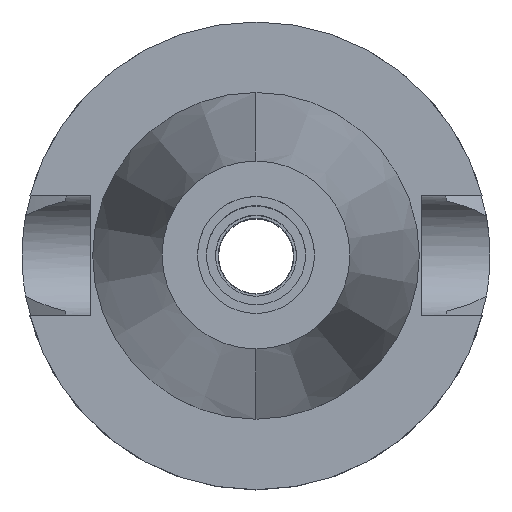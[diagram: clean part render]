
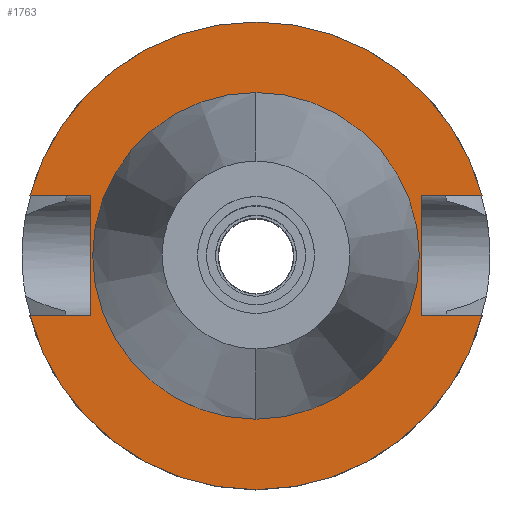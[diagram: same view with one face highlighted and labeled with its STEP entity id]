
A CAD part, top view. The second image highlights one B-rep face of the part: STEP entity #1763.
In plain terms, the highlighted planar face has unit normal (0, 0, 1).
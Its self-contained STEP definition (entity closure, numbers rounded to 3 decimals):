
#643=DIRECTION('',(1.,0.,0.));
#644=VECTOR('',#643,12.921);
#645=CARTESIAN_POINT('',(35.4,12.85,-3.));
#646=LINE('',#645,#644);
#690=DIRECTION('',(0.,1.,0.));
#691=VECTOR('',#690,25.7);
#692=CARTESIAN_POINT('',(-35.4,-12.85,-3.));
#693=LINE('',#692,#691);
#697=DIRECTION('',(-1.,0.,0.));
#698=VECTOR('',#697,12.921);
#699=CARTESIAN_POINT('',(-35.4,12.85,-3.));
#700=LINE('',#699,#698);
#704=CARTESIAN_POINT('',(0.,0.,-3.));
#705=DIRECTION('',(0.,0.,-1.));
#706=DIRECTION('',(-0.966,0.257,0.));
#707=AXIS2_PLACEMENT_3D('',#704,#705,#706);
#712=CARTESIAN_POINT('',(0.,0.,-3.));
#713=DIRECTION('',(0.,0.,-1.));
#714=DIRECTION('',(0.,1.,0.));
#715=AXIS2_PLACEMENT_3D('',#712,#713,#714);
#720=DIRECTION('',(0.,-1.,0.));
#721=VECTOR('',#720,25.7);
#722=CARTESIAN_POINT('',(35.4,12.85,-3.));
#723=LINE('',#722,#721);
#727=DIRECTION('',(1.,0.,0.));
#728=VECTOR('',#727,12.921);
#729=CARTESIAN_POINT('',(35.4,-12.85,-3.));
#730=LINE('',#729,#728);
#734=CARTESIAN_POINT('',(0.,0.,-3.));
#735=DIRECTION('',(0.,0.,-1.));
#736=DIRECTION('',(0.966,-0.257,0.));
#737=AXIS2_PLACEMENT_3D('',#734,#735,#736);
#742=CARTESIAN_POINT('',(0.,0.,-3.));
#743=DIRECTION('',(0.,0.,-1.));
#744=DIRECTION('',(0.,-1.,0.));
#745=AXIS2_PLACEMENT_3D('',#742,#743,#744);
#750=CARTESIAN_POINT('',(0.,0.,-3.));
#751=DIRECTION('',(0.,0.,1.));
#752=DIRECTION('',(0.,-1.,0.));
#753=AXIS2_PLACEMENT_3D('',#750,#751,#752);
#758=CARTESIAN_POINT('',(0.,0.,-3.));
#759=DIRECTION('',(0.,0.,1.));
#760=DIRECTION('',(0.,1.,0.));
#761=AXIS2_PLACEMENT_3D('',#758,#759,#760);
#796=DIRECTION('',(-1.,0.,0.));
#797=VECTOR('',#796,12.921);
#798=CARTESIAN_POINT('',(-35.4,-12.85,-3.));
#799=LINE('',#798,#797);
#1150=CARTESIAN_POINT('',(-35.4,-12.85,-3.));
#1151=VERTEX_POINT('',#1150);
#1152=CARTESIAN_POINT('',(-48.321,-12.85,-3.));
#1153=VERTEX_POINT('',#1152);
#1156=CARTESIAN_POINT('',(-35.4,12.85,-3.));
#1157=VERTEX_POINT('',#1156);
#1158=CARTESIAN_POINT('',(-48.321,12.85,-3.));
#1159=VERTEX_POINT('',#1158);
#1160=CARTESIAN_POINT('',(0.,50.,-3.));
#1161=CARTESIAN_POINT('',(48.321,12.85,-3.));
#1162=VERTEX_POINT('',#1160);
#1163=VERTEX_POINT('',#1161);
#1164=CARTESIAN_POINT('',(35.4,12.85,-3.));
#1165=VERTEX_POINT('',#1164);
#1166=CARTESIAN_POINT('',(35.4,-12.85,-3.));
#1167=VERTEX_POINT('',#1166);
#1168=CARTESIAN_POINT('',(48.321,-12.85,-3.));
#1169=VERTEX_POINT('',#1168);
#1170=CARTESIAN_POINT('',(0.,-50.,-3.));
#1171=VERTEX_POINT('',#1170);
#1172=CARTESIAN_POINT('',(0.,-34.925,-3.));
#1173=CARTESIAN_POINT('',(0.,34.925,-3.));
#1174=VERTEX_POINT('',#1172);
#1175=VERTEX_POINT('',#1173);
#1732=CARTESIAN_POINT('',(0.,0.,-3.));
#1733=DIRECTION('',(0.,0.,-1.));
#1734=DIRECTION('',(0.,-1.,0.));
#1735=AXIS2_PLACEMENT_3D('',#1732,#1733,#1734);
#1736=PLANE('',#1735);
#1738=ORIENTED_EDGE('',*,*,#1737,.T.);
#1740=ORIENTED_EDGE('',*,*,#1739,.T.);
#1742=ORIENTED_EDGE('',*,*,#1741,.T.);
#1744=ORIENTED_EDGE('',*,*,#1743,.T.);
#1745=ORIENTED_EDGE('',*,*,#1708,.F.);
#1746=ORIENTED_EDGE('',*,*,#1722,.T.);
#1748=ORIENTED_EDGE('',*,*,#1747,.T.);
#1750=ORIENTED_EDGE('',*,*,#1749,.T.);
#1752=ORIENTED_EDGE('',*,*,#1751,.T.);
#1754=ORIENTED_EDGE('',*,*,#1753,.F.);
#1755=EDGE_LOOP('',(#1738,#1740,#1742,#1744,#1745,#1746,#1748,#1750,#1752,
#1754));
#1756=FACE_OUTER_BOUND('',#1755,.F.);
#1758=ORIENTED_EDGE('',*,*,#1757,.T.);
#1760=ORIENTED_EDGE('',*,*,#1759,.T.);
#1761=EDGE_LOOP('',(#1758,#1760));
#1762=FACE_BOUND('',#1761,.F.);
#708=CIRCLE('',#707,50.);
#716=CIRCLE('',#715,50.);
#738=CIRCLE('',#737,50.);
#746=CIRCLE('',#745,50.);
#754=CIRCLE('',#753,34.925);
#762=CIRCLE('',#761,34.925);
#1708=EDGE_CURVE('',#1165,#1163,#646,.T.);
#1722=EDGE_CURVE('',#1165,#1167,#723,.T.);
#1737=EDGE_CURVE('',#1151,#1157,#693,.T.);
#1739=EDGE_CURVE('',#1157,#1159,#700,.T.);
#1741=EDGE_CURVE('',#1159,#1162,#708,.T.);
#1743=EDGE_CURVE('',#1162,#1163,#716,.T.);
#1747=EDGE_CURVE('',#1167,#1169,#730,.T.);
#1749=EDGE_CURVE('',#1169,#1171,#738,.T.);
#1751=EDGE_CURVE('',#1171,#1153,#746,.T.);
#1753=EDGE_CURVE('',#1151,#1153,#799,.T.);
#1757=EDGE_CURVE('',#1174,#1175,#754,.T.);
#1759=EDGE_CURVE('',#1175,#1174,#762,.T.);
#1763=ADVANCED_FACE('',(#1756,#1762),#1736,.F.);
